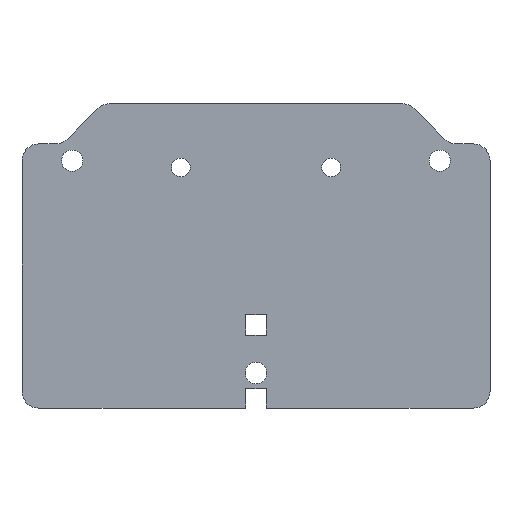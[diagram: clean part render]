
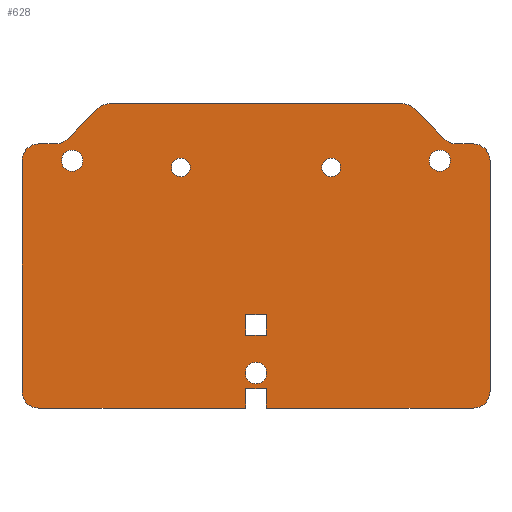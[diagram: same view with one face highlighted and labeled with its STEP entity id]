
A CAD part, top view. The second image highlights one B-rep face of the part: STEP entity #628.
In plain terms, the highlighted planar face has unit normal (0, 0, 1).
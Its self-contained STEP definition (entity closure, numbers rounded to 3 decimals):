
#15=FACE_BOUND('',#106,.T.);
#16=FACE_BOUND('',#107,.T.);
#17=FACE_BOUND('',#108,.T.);
#18=FACE_BOUND('',#109,.T.);
#19=FACE_BOUND('',#110,.T.);
#20=FACE_BOUND('',#111,.T.);
#43=PLANE('',#699);
#74=FACE_OUTER_BOUND('',#105,.T.);
#105=EDGE_LOOP('',(#528,#529,#530,#531,#532,#533,#534,#535,#536,#537,#538,
#539,#540,#541,#542,#543,#544,#545,#546,#547));
#106=EDGE_LOOP('',(#548,#549,#550,#551));
#107=EDGE_LOOP('',(#552));
#108=EDGE_LOOP('',(#553));
#109=EDGE_LOOP('',(#554));
#110=EDGE_LOOP('',(#555));
#111=EDGE_LOOP('',(#556));
#126=LINE('',#916,#187);
#129=LINE('',#922,#190);
#132=LINE('',#928,#193);
#135=LINE('',#932,#196);
#139=LINE('',#946,#200);
#143=LINE('',#958,#204);
#147=LINE('',#970,#208);
#150=LINE('',#976,#211);
#153=LINE('',#982,#214);
#156=LINE('',#988,#217);
#159=LINE('',#994,#220);
#163=LINE('',#1006,#224);
#167=LINE('',#1018,#228);
#171=LINE('',#1030,#232);
#175=LINE('',#1042,#236);
#179=LINE('',#1052,#240);
#187=VECTOR('',#742,10.);
#190=VECTOR('',#747,10.);
#193=VECTOR('',#752,10.);
#196=VECTOR('',#757,10.);
#200=VECTOR('',#769,10.);
#204=VECTOR('',#781,10.);
#208=VECTOR('',#793,10.);
#211=VECTOR('',#798,10.);
#214=VECTOR('',#803,10.);
#217=VECTOR('',#808,10.);
#220=VECTOR('',#813,10.);
#224=VECTOR('',#825,10.);
#228=VECTOR('',#837,10.);
#232=VECTOR('',#849,10.);
#236=VECTOR('',#861,10.);
#240=VECTOR('',#873,10.);
#241=CIRCLE('',#645,2.8);
#243=CIRCLE('',#648,3.2);
#245=CIRCLE('',#651,3.2);
#247=CIRCLE('',#654,2.8);
#249=CIRCLE('',#657,3.2);
#252=CIRCLE('',#665,5.);
#254=CIRCLE('',#669,5.);
#256=CIRCLE('',#673,5.);
#258=CIRCLE('',#681,5.);
#260=CIRCLE('',#685,5.);
#262=CIRCLE('',#689,5.);
#264=CIRCLE('',#693,5.);
#266=CIRCLE('',#697,5.);
#267=VERTEX_POINT('',#880);
#269=VERTEX_POINT('',#886);
#271=VERTEX_POINT('',#892);
#273=VERTEX_POINT('',#898);
#275=VERTEX_POINT('',#904);
#279=VERTEX_POINT('',#913);
#280=VERTEX_POINT('',#915);
#282=VERTEX_POINT('',#921);
#284=VERTEX_POINT('',#927);
#287=VERTEX_POINT('',#937);
#288=VERTEX_POINT('',#939);
#290=VERTEX_POINT('',#945);
#292=VERTEX_POINT('',#951);
#294=VERTEX_POINT('',#957);
#296=VERTEX_POINT('',#963);
#298=VERTEX_POINT('',#969);
#300=VERTEX_POINT('',#975);
#302=VERTEX_POINT('',#981);
#304=VERTEX_POINT('',#987);
#306=VERTEX_POINT('',#993);
#308=VERTEX_POINT('',#999);
#310=VERTEX_POINT('',#1005);
#312=VERTEX_POINT('',#1011);
#314=VERTEX_POINT('',#1017);
#316=VERTEX_POINT('',#1023);
#318=VERTEX_POINT('',#1029);
#320=VERTEX_POINT('',#1035);
#322=VERTEX_POINT('',#1041);
#324=VERTEX_POINT('',#1047);
#325=EDGE_CURVE('',#267,#267,#241,.T.);
#328=EDGE_CURVE('',#269,#269,#243,.T.);
#331=EDGE_CURVE('',#271,#271,#245,.T.);
#334=EDGE_CURVE('',#273,#273,#247,.T.);
#337=EDGE_CURVE('',#275,#275,#249,.T.);
#342=EDGE_CURVE('',#280,#279,#126,.T.);
#345=EDGE_CURVE('',#282,#280,#129,.T.);
#348=EDGE_CURVE('',#284,#282,#132,.T.);
#351=EDGE_CURVE('',#279,#284,#135,.T.);
#354=EDGE_CURVE('',#288,#287,#252,.T.);
#357=EDGE_CURVE('',#290,#288,#139,.T.);
#360=EDGE_CURVE('',#292,#290,#254,.T.);
#363=EDGE_CURVE('',#294,#292,#143,.T.);
#366=EDGE_CURVE('',#296,#294,#256,.T.);
#369=EDGE_CURVE('',#298,#296,#147,.T.);
#372=EDGE_CURVE('',#300,#298,#150,.T.);
#375=EDGE_CURVE('',#302,#300,#153,.T.);
#378=EDGE_CURVE('',#304,#302,#156,.T.);
#381=EDGE_CURVE('',#306,#304,#159,.T.);
#384=EDGE_CURVE('',#308,#306,#258,.T.);
#387=EDGE_CURVE('',#310,#308,#163,.T.);
#390=EDGE_CURVE('',#312,#310,#260,.T.);
#393=EDGE_CURVE('',#314,#312,#167,.T.);
#396=EDGE_CURVE('',#316,#314,#262,.T.);
#399=EDGE_CURVE('',#318,#316,#171,.T.);
#402=EDGE_CURVE('',#320,#318,#264,.T.);
#405=EDGE_CURVE('',#322,#320,#175,.T.);
#408=EDGE_CURVE('',#324,#322,#266,.T.);
#411=EDGE_CURVE('',#287,#324,#179,.T.);
#528=ORIENTED_EDGE('',*,*,#411,.T.);
#529=ORIENTED_EDGE('',*,*,#408,.T.);
#530=ORIENTED_EDGE('',*,*,#405,.T.);
#531=ORIENTED_EDGE('',*,*,#402,.T.);
#532=ORIENTED_EDGE('',*,*,#399,.T.);
#533=ORIENTED_EDGE('',*,*,#396,.T.);
#534=ORIENTED_EDGE('',*,*,#393,.T.);
#535=ORIENTED_EDGE('',*,*,#390,.T.);
#536=ORIENTED_EDGE('',*,*,#387,.T.);
#537=ORIENTED_EDGE('',*,*,#384,.T.);
#538=ORIENTED_EDGE('',*,*,#381,.T.);
#539=ORIENTED_EDGE('',*,*,#378,.T.);
#540=ORIENTED_EDGE('',*,*,#375,.T.);
#541=ORIENTED_EDGE('',*,*,#372,.T.);
#542=ORIENTED_EDGE('',*,*,#369,.T.);
#543=ORIENTED_EDGE('',*,*,#366,.T.);
#544=ORIENTED_EDGE('',*,*,#363,.T.);
#545=ORIENTED_EDGE('',*,*,#360,.T.);
#546=ORIENTED_EDGE('',*,*,#357,.T.);
#547=ORIENTED_EDGE('',*,*,#354,.T.);
#548=ORIENTED_EDGE('',*,*,#351,.T.);
#549=ORIENTED_EDGE('',*,*,#348,.T.);
#550=ORIENTED_EDGE('',*,*,#345,.T.);
#551=ORIENTED_EDGE('',*,*,#342,.T.);
#552=ORIENTED_EDGE('',*,*,#337,.T.);
#553=ORIENTED_EDGE('',*,*,#334,.T.);
#554=ORIENTED_EDGE('',*,*,#331,.T.);
#555=ORIENTED_EDGE('',*,*,#328,.T.);
#556=ORIENTED_EDGE('',*,*,#325,.T.);
#628=ADVANCED_FACE('',(#74,#15,#16,#17,#18,#19,#20),#43,.T.);
#645=AXIS2_PLACEMENT_3D('',#881,#705,#706);
#648=AXIS2_PLACEMENT_3D('',#887,#712,#713);
#651=AXIS2_PLACEMENT_3D('',#893,#719,#720);
#654=AXIS2_PLACEMENT_3D('',#899,#726,#727);
#657=AXIS2_PLACEMENT_3D('',#905,#733,#734);
#665=AXIS2_PLACEMENT_3D('',#940,#763,#764);
#669=AXIS2_PLACEMENT_3D('',#952,#775,#776);
#673=AXIS2_PLACEMENT_3D('',#964,#787,#788);
#681=AXIS2_PLACEMENT_3D('',#1000,#819,#820);
#685=AXIS2_PLACEMENT_3D('',#1012,#831,#832);
#689=AXIS2_PLACEMENT_3D('',#1024,#843,#844);
#693=AXIS2_PLACEMENT_3D('',#1036,#855,#856);
#697=AXIS2_PLACEMENT_3D('',#1048,#867,#868);
#699=AXIS2_PLACEMENT_3D('',#1053,#874,#875);
#705=DIRECTION('center_axis',(0.,0.,-1.));
#706=DIRECTION('ref_axis',(1.,0.,0.));
#712=DIRECTION('center_axis',(0.,0.,
-1.));
#713=DIRECTION('ref_axis',(-1.,0.,0.));
#719=DIRECTION('center_axis',(0.,0.,
-1.));
#720=DIRECTION('ref_axis',(-1.,0.,0.));
#726=DIRECTION('center_axis',(0.,0.,-1.));
#727=DIRECTION('ref_axis',(1.,0.,0.));
#733=DIRECTION('center_axis',(0.,0.,
-1.));
#734=DIRECTION('ref_axis',(-1.,0.,0.));
#742=DIRECTION('',(-1.,0.,0.));
#747=DIRECTION('',(0.,-1.,0.));
#752=DIRECTION('',(1.,0.,0.));
#757=DIRECTION('',(0.,1.,0.));
#763=DIRECTION('center_axis',(0.,0.,-1.));
#764=DIRECTION('ref_axis',(-0.707,-0.707,0.));
#769=DIRECTION('',(-1.,0.,0.));
#775=DIRECTION('center_axis',(0.,0.,1.));
#776=DIRECTION('ref_axis',(0.,1.,0.));
#781=DIRECTION('',(0.,1.,0.));
#787=DIRECTION('center_axis',(0.,0.,1.));
#788=DIRECTION('ref_axis',(1.,0.,0.));
#793=DIRECTION('',(1.,0.,0.));
#798=DIRECTION('',(0.,-1.,0.));
#803=DIRECTION('',(1.,0.,0.));
#808=DIRECTION('',(0.,1.,0.));
#813=DIRECTION('',(1.,0.,0.));
#819=DIRECTION('center_axis',(0.,0.,1.));
#820=DIRECTION('ref_axis',(0.,-1.,0.));
#825=DIRECTION('',(0.,-1.,0.));
#831=DIRECTION('center_axis',(0.,0.,1.));
#832=DIRECTION('ref_axis',(-1.,0.,0.));
#837=DIRECTION('',(-1.,0.,0.));
#843=DIRECTION('center_axis',(0.,0.,-1.));
#844=DIRECTION('ref_axis',(0.,-1.,0.));
#849=DIRECTION('',(-0.707,-0.707,0.));
#855=DIRECTION('center_axis',(0.,0.,1.));
#856=DIRECTION('ref_axis',(-0.707,0.707,0.));
#861=DIRECTION('',(-1.,0.,0.));
#867=DIRECTION('center_axis',(0.,0.,1.));
#868=DIRECTION('ref_axis',(0.,1.,0.));
#873=DIRECTION('',(-0.707,0.707,0.));
#874=DIRECTION('center_axis',(0.,0.,1.));
#875=DIRECTION('ref_axis',(1.,0.,0.));
#880=CARTESIAN_POINT('',(58.883,-120.488,8.));
#881=CARTESIAN_POINT('Origin',(61.683,-120.488,8.));
#886=CARTESIAN_POINT('',(-12.617,-118.488,8.));
#887=CARTESIAN_POINT('Origin',(-15.817,-118.488,8.));
#892=CARTESIAN_POINT('',(97.383,-118.488,8.));
#893=CARTESIAN_POINT('Origin',(94.183,-118.488,8.));
#898=CARTESIAN_POINT('',(13.883,-120.488,8.));
#899=CARTESIAN_POINT('Origin',(16.683,-120.488,8.));
#904=CARTESIAN_POINT('',(42.383,-181.988,8.));
#905=CARTESIAN_POINT('Origin',(39.183,-181.988,8.));
#913=CARTESIAN_POINT('',(36.083,-170.688,8.));
#915=CARTESIAN_POINT('',(42.283,-170.688,8.));
#916=CARTESIAN_POINT('',(36.083,-170.688,8.));
#921=CARTESIAN_POINT('',(42.283,-164.488,8.));
#922=CARTESIAN_POINT('',(42.283,-170.688,8.));
#927=CARTESIAN_POINT('',(36.083,-164.488,8.));
#928=CARTESIAN_POINT('',(42.283,-164.488,8.));
#932=CARTESIAN_POINT('',(36.083,-164.488,8.));
#937=CARTESIAN_POINT('',(95.719,-112.024,8.));
#939=CARTESIAN_POINT('',(99.254,-113.488,8.));
#940=CARTESIAN_POINT('Origin',(99.254,-108.488,8.));
#945=CARTESIAN_POINT('',(104.183,-113.488,8.));
#946=CARTESIAN_POINT('',(99.254,-113.488,8.));
#951=CARTESIAN_POINT('',(109.183,-118.488,8.));
#952=CARTESIAN_POINT('Origin',(104.183,-118.488,8.));
#957=CARTESIAN_POINT('',(109.183,-187.488,8.));
#958=CARTESIAN_POINT('',(109.183,-118.488,8.));
#963=CARTESIAN_POINT('',(104.183,-192.488,8.));
#964=CARTESIAN_POINT('Origin',(104.183,-187.488,8.));
#969=CARTESIAN_POINT('',(42.283,-192.488,8.));
#970=CARTESIAN_POINT('',(104.183,-192.488,8.));
#975=CARTESIAN_POINT('',(42.283,-186.688,8.));
#976=CARTESIAN_POINT('',(42.283,-192.488,8.));
#981=CARTESIAN_POINT('',(36.083,-186.688,8.));
#982=CARTESIAN_POINT('',(42.283,-186.688,8.));
#987=CARTESIAN_POINT('',(36.083,-192.488,8.));
#988=CARTESIAN_POINT('',(36.083,-186.688,8.));
#993=CARTESIAN_POINT('',(-25.817,-192.488,8.));
#994=CARTESIAN_POINT('',(36.083,-192.488,8.));
#999=CARTESIAN_POINT('',(-30.817,-187.488,8.));
#1000=CARTESIAN_POINT('Origin',(-25.817,-187.488,8.));
#1005=CARTESIAN_POINT('',(-30.817,-118.488,8.));
#1006=CARTESIAN_POINT('',(-30.817,-187.488,8.));
#1011=CARTESIAN_POINT('',(-25.817,-113.488,8.));
#1012=CARTESIAN_POINT('Origin',(-25.817,-118.488,8.));
#1017=CARTESIAN_POINT('',(-20.888,-113.488,8.));
#1018=CARTESIAN_POINT('',(-25.817,-113.488,8.));
#1023=CARTESIAN_POINT('',(-17.352,-112.024,8.));
#1024=CARTESIAN_POINT('Origin',(-20.888,-108.488,8.));
#1029=CARTESIAN_POINT('',(-8.281,-102.953,8.));
#1030=CARTESIAN_POINT('',(-17.352,-112.024,8.));
#1035=CARTESIAN_POINT('',(-4.746,-101.488,8.));
#1036=CARTESIAN_POINT('Origin',(-4.746,-106.488,8.));
#1041=CARTESIAN_POINT('',(83.112,-101.488,8.));
#1042=CARTESIAN_POINT('',(-4.746,-101.488,8.));
#1047=CARTESIAN_POINT('',(86.648,-102.953,8.));
#1048=CARTESIAN_POINT('Origin',(83.112,-106.488,8.));
#1052=CARTESIAN_POINT('',(86.648,-102.953,8.));
#1053=CARTESIAN_POINT('Origin',(39.183,-146.988,8.));
